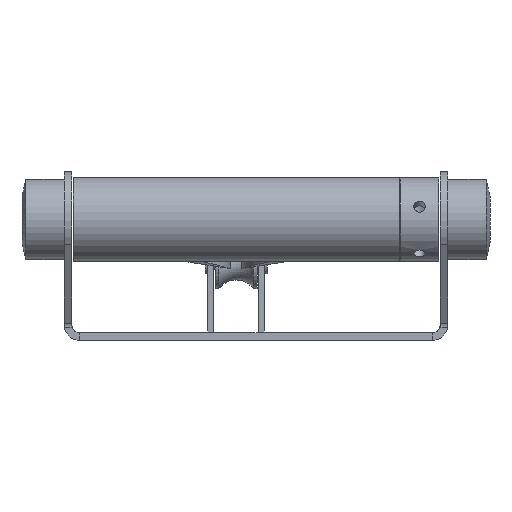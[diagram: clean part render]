
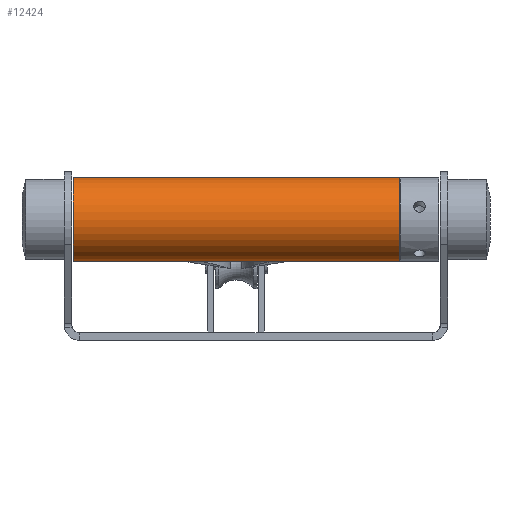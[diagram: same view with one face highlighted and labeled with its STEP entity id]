
A CAD part, left-side view. The second image highlights one B-rep face of the part: STEP entity #12424.
In plain terms, the highlighted cylindrical face has radius 11 mm (diameter 22 mm), a partial arc.
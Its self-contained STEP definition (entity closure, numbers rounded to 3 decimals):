
#1407 = DIRECTION ( 'NONE',  ( 0., 0., 1. ) ) ;
#1536 = ORIENTED_EDGE ( 'NONE', *, *, #13815, .T. ) ;
#1617 = EDGE_CURVE ( 'NONE', #11031, #3819, #10519, .T. ) ;
#2243 = CARTESIAN_POINT ( 'NONE',  ( -0.5, -42.5, 10.989 ) ) ;
#2831 = CARTESIAN_POINT ( 'NONE',  ( -0.5, 42.5, 10.989 ) ) ;
#3032 = ORIENTED_EDGE ( 'NONE', *, *, #18564, .F. ) ;
#3159 = CARTESIAN_POINT ( 'NONE',  ( 1., 42., 10.954 ) ) ;
#3455 = CARTESIAN_POINT ( 'NONE',  ( 0., 42.5, 0. ) ) ;
#3819 = VERTEX_POINT ( 'NONE', #16738 ) ;
#3853 = DIRECTION ( 'NONE',  ( 0., -1., 0. ) ) ;
#4127 = VERTEX_POINT ( 'NONE', #3159 ) ;
#4223 = CARTESIAN_POINT ( 'NONE',  ( 1., -42., 10.954 ) ) ;
#4282 = CARTESIAN_POINT ( 'NONE',  ( -0.632, -42.5, 10.983 ) ) ;
#4499 = CARTESIAN_POINT ( 'NONE',  ( -1., 42., 10.954 ) ) ;
#4867 = DIRECTION ( 'NONE',  ( 0., 1., 0. ) ) ;
#5800 = CARTESIAN_POINT ( 'NONE',  ( 0.5, 42.5, 10.989 ) ) ;
#6060 = ORIENTED_EDGE ( 'NONE', *, *, #8612, .T. ) ;
#7037 = CARTESIAN_POINT ( 'NONE',  ( 0.632, -42.5, 10.983 ) ) ;
#7310 = CARTESIAN_POINT ( 'NONE',  ( 1., 42.5, 10.954 ) ) ;
#7650 = CARTESIAN_POINT ( 'NONE',  ( 0.946, 42.262, 10.96 ) ) ;
#8475 = CARTESIAN_POINT ( 'NONE',  ( -0.632, 42.5, 10.983 ) ) ;
#8528 = CARTESIAN_POINT ( 'NONE',  ( 0., -42.5, 0. ) ) ;
#8575 = VERTEX_POINT ( 'NONE', #20686 ) ;
#8612 = EDGE_CURVE ( 'NONE', #8575, #11031, #22938, .T. ) ;
#8812 = VERTEX_POINT ( 'NONE', #4223 ) ;
#8841 = ORIENTED_EDGE ( 'NONE', *, *, #21430, .T. ) ;
#8945 = CARTESIAN_POINT ( 'NONE',  ( 0.761, -42.446, 10.974 ) ) ;
#9288 = CARTESIAN_POINT ( 'NONE',  ( -0.5, 42.5, 10.989 ) ) ;
#9615 = VECTOR ( 'NONE', #15096, 1000. ) ;
#10519 = B_SPLINE_CURVE_WITH_KNOTS ( 'NONE', 3,
 ( #2243, #4282, #13067, #16906, #14917, #16752 ),
 .UNSPECIFIED., .F., .F.,
 ( 4, 2, 4 ),
 ( 0., 0., 0.001 ),
 .UNSPECIFIED. ) ;
#10606 = AXIS2_PLACEMENT_3D ( 'NONE', #8528, #4867, #21159 ) ;
#10639 = DIRECTION ( 'NONE',  ( 0., 1., 0. ) ) ;
#11031 = VERTEX_POINT ( 'NONE', #14454 ) ;
#11191 = VERTEX_POINT ( 'NONE', #9288 ) ;
#11733 = CARTESIAN_POINT ( 'NONE',  ( -1., 42.5, 10.954 ) ) ;
#11734 = LINE ( 'NONE', #7310, #16595 ) ;
#11841 = VERTEX_POINT ( 'NONE', #18079 ) ;
#12010 = EDGE_CURVE ( 'NONE', #4127, #8812, #11734, .T. ) ;
#12424 = ADVANCED_FACE ( 'NONE', ( #18906 ), #22575, .T. ) ;
#13067 = CARTESIAN_POINT ( 'NONE',  ( -0.761, -42.446, 10.974 ) ) ;
#13815 = EDGE_CURVE ( 'NONE', #11841, #11191, #17611, .T. ) ;
#13910 = CARTESIAN_POINT ( 'NONE',  ( -0.761, 42.446, 10.974 ) ) ;
#14440 = ORIENTED_EDGE ( 'NONE', *, *, #21736, .F. ) ;
#14449 = CARTESIAN_POINT ( 'NONE',  ( 1., -42., 10.954 ) ) ;
#14454 = CARTESIAN_POINT ( 'NONE',  ( -0.5, -42.5, 10.989 ) ) ;
#14827 = CARTESIAN_POINT ( 'NONE',  ( 0.761, 42.446, 10.974 ) ) ;
#14917 = CARTESIAN_POINT ( 'NONE',  ( -1., -42.132, 10.954 ) ) ;
#15096 = DIRECTION ( 'NONE',  ( 0., -1., 0. ) ) ;
#15615 = LINE ( 'NONE', #11733, #9615 ) ;
#15926 = CARTESIAN_POINT ( 'NONE',  ( -0.946, 42.261, 10.96 ) ) ;
#16217 = CARTESIAN_POINT ( 'NONE',  ( 0.5, -42.5, 10.989 ) ) ;
#16568 = DIRECTION ( 'NONE',  ( 0., -1., 0. ) ) ;
#16595 = VECTOR ( 'NONE', #16568, 1000. ) ;
#16738 = CARTESIAN_POINT ( 'NONE',  ( -1., -42., 10.954 ) ) ;
#16752 = CARTESIAN_POINT ( 'NONE',  ( -1., -42., 10.954 ) ) ;
#16880 = EDGE_CURVE ( 'NONE', #18964, #4127, #18951, .T. ) ;
#16906 = CARTESIAN_POINT ( 'NONE',  ( -0.946, -42.262, 10.96 ) ) ;
#17034 = CARTESIAN_POINT ( 'NONE',  ( -1., 42.132, 10.954 ) ) ;
#17611 = B_SPLINE_CURVE_WITH_KNOTS ( 'NONE', 3,
 ( #4499, #17034, #15926, #13910, #8475, #2831 ),
 .UNSPECIFIED., .F., .F.,
 ( 4, 2, 4 ),
 ( 0., 0., 0.001 ),
 .UNSPECIFIED. ) ;
#17754 = AXIS2_PLACEMENT_3D ( 'NONE', #3455, #10639, #1407 ) ;
#18079 = CARTESIAN_POINT ( 'NONE',  ( -1., 42., 10.954 ) ) ;
#18500 = CARTESIAN_POINT ( 'NONE',  ( 0.632, 42.5, 10.983 ) ) ;
#18529 = CARTESIAN_POINT ( 'NONE',  ( 0., 42.5, 0. ) ) ;
#18564 = EDGE_CURVE ( 'NONE', #18964, #11191, #23349, .T. ) ;
#18749 = AXIS2_PLACEMENT_3D ( 'NONE', #18529, #3853, #20210 ) ;
#18906 = FACE_OUTER_BOUND ( 'NONE', #20828, .T. ) ;
#18918 = CARTESIAN_POINT ( 'NONE',  ( 0.5, 42.5, 10.989 ) ) ;
#18951 = B_SPLINE_CURVE_WITH_KNOTS ( 'NONE', 3,
 ( #5800, #18500, #14827, #7650, #20180, #22009 ),
 .UNSPECIFIED., .F., .F.,
 ( 4, 2, 4 ),
 ( 0., 0., 0.001 ),
 .UNSPECIFIED. ) ;
#18964 = VERTEX_POINT ( 'NONE', #18918 ) ;
#19678 = B_SPLINE_CURVE_WITH_KNOTS ( 'NONE', 3,
 ( #14449, #19964, #21796, #8945, #7037, #16217 ),
 .UNSPECIFIED., .F., .F.,
 ( 4, 2, 4 ),
 ( 0., 0., 0.001 ),
 .UNSPECIFIED. ) ;
#19782 = ORIENTED_EDGE ( 'NONE', *, *, #1617, .T. ) ;
#19964 = CARTESIAN_POINT ( 'NONE',  ( 1., -42.132, 10.954 ) ) ;
#20180 = CARTESIAN_POINT ( 'NONE',  ( 1., 42.132, 10.954 ) ) ;
#20210 = DIRECTION ( 'NONE',  ( 0., 0., -1. ) ) ;
#20686 = CARTESIAN_POINT ( 'NONE',  ( 0.5, -42.5, 10.989 ) ) ;
#20828 = EDGE_LOOP ( 'NONE', ( #3032, #21041, #22612, #8841, #6060, #19782, #14440, #1536 ) ) ;
#21041 = ORIENTED_EDGE ( 'NONE', *, *, #16880, .T. ) ;
#21159 = DIRECTION ( 'NONE',  ( 0., 0., 1. ) ) ;
#21430 = EDGE_CURVE ( 'NONE', #8812, #8575, #19678, .T. ) ;
#21736 = EDGE_CURVE ( 'NONE', #11841, #3819, #15615, .T. ) ;
#21796 = CARTESIAN_POINT ( 'NONE',  ( 0.946, -42.261, 10.96 ) ) ;
#22009 = CARTESIAN_POINT ( 'NONE',  ( 1., 42., 10.954 ) ) ;
#22575 = CYLINDRICAL_SURFACE ( 'NONE', #18749, 11. ) ;
#22612 = ORIENTED_EDGE ( 'NONE', *, *, #12010, .T. ) ;
#22938 = CIRCLE ( 'NONE', #10606, 11. ) ;
#23349 = CIRCLE ( 'NONE', #17754, 11. ) ;
